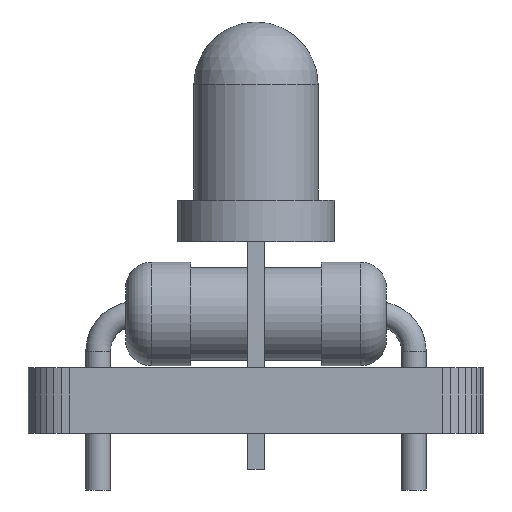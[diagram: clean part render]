
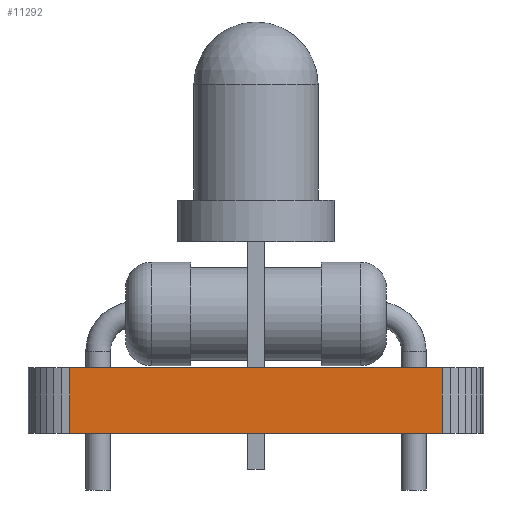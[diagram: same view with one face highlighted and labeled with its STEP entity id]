
A CAD part, front view. The second image highlights one B-rep face of the part: STEP entity #11292.
In plain terms, the highlighted planar face has unit normal (0, -1, 0).
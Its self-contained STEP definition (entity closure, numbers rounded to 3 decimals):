
#3085 = PLANE('',#3086);
#3086 = AXIS2_PLACEMENT_3D('',#3087,#3088,#3089);
#3087 = CARTESIAN_POINT('',(0.,3.9,1.58));
#3088 = DIRECTION('',(-0.,-0.,-1.));
#3089 = DIRECTION('',(-1.,0.,0.));
#3139 = PLANE('',#3140);
#3140 = AXIS2_PLACEMENT_3D('',#3141,#3142,#3143);
#3141 = CARTESIAN_POINT('',(0.,3.9,0.));
#3142 = DIRECTION('',(-0.,-0.,-1.));
#3143 = DIRECTION('',(-1.,0.,0.));
#3668 = VERTEX_POINT('',#3669);
#3669 = CARTESIAN_POINT('',(4.5,-3.8,0.));
#3683 = PLANE('',#3684);
#3684 = AXIS2_PLACEMENT_3D('',#3685,#3686,#3687);
#3685 = CARTESIAN_POINT('',(4.695,-3.781,0.));
#3686 = DIRECTION('',(0.098,-0.995,0.));
#3687 = DIRECTION('',(-0.995,-0.098,0.));
#3695 = EDGE_CURVE('',#3668,#3696,#3698,.T.);
#3696 = VERTEX_POINT('',#3697);
#3697 = CARTESIAN_POINT('',(-4.5,-3.8,0.));
#3698 = SURFACE_CURVE('',#3699,(#3703,#3710),.PCURVE_S1.);
#3699 = LINE('',#3700,#3701);
#3700 = CARTESIAN_POINT('',(4.5,-3.8,0.));
#3701 = VECTOR('',#3702,1.);
#3702 = DIRECTION('',(-1.,0.,0.));
#3703 = PCURVE('',#3139,#3704);
#3704 = DEFINITIONAL_REPRESENTATION('',(#3705),#3709);
#3705 = LINE('',#3706,#3707);
#3706 = CARTESIAN_POINT('',(-4.5,-7.7));
#3707 = VECTOR('',#3708,1.);
#3708 = DIRECTION('',(1.,0.));
#3709 = ( GEOMETRIC_REPRESENTATION_CONTEXT(2) 
PARAMETRIC_REPRESENTATION_CONTEXT() REPRESENTATION_CONTEXT('2D SPACE',''
  ) );
#3710 = PCURVE('',#3711,#3716);
#3711 = PLANE('',#3712);
#3712 = AXIS2_PLACEMENT_3D('',#3713,#3714,#3715);
#3713 = CARTESIAN_POINT('',(4.5,-3.8,0.));
#3714 = DIRECTION('',(0.,-1.,0.));
#3715 = DIRECTION('',(-1.,0.,0.));
#3716 = DEFINITIONAL_REPRESENTATION('',(#3717),#3721);
#3717 = LINE('',#3718,#3719);
#3718 = CARTESIAN_POINT('',(0.,-0.));
#3719 = VECTOR('',#3720,1.);
#3720 = DIRECTION('',(1.,0.));
#3721 = ( GEOMETRIC_REPRESENTATION_CONTEXT(2) 
PARAMETRIC_REPRESENTATION_CONTEXT() REPRESENTATION_CONTEXT('2D SPACE',''
  ) );
#3739 = PLANE('',#3740);
#3740 = AXIS2_PLACEMENT_3D('',#3741,#3742,#3743);
#3741 = CARTESIAN_POINT('',(-4.5,-3.8,0.));
#3742 = DIRECTION('',(-0.098,-0.995,0.));
#3743 = DIRECTION('',(-0.995,0.098,0.));
#7544 = VERTEX_POINT('',#7545);
#7545 = CARTESIAN_POINT('',(4.5,-3.8,1.58));
#7566 = EDGE_CURVE('',#7544,#7567,#7569,.T.);
#7567 = VERTEX_POINT('',#7568);
#7568 = CARTESIAN_POINT('',(-4.5,-3.8,1.58));
#7569 = SURFACE_CURVE('',#7570,(#7574,#7581),.PCURVE_S1.);
#7570 = LINE('',#7571,#7572);
#7571 = CARTESIAN_POINT('',(4.5,-3.8,1.58));
#7572 = VECTOR('',#7573,1.);
#7573 = DIRECTION('',(-1.,0.,0.));
#7574 = PCURVE('',#3085,#7575);
#7575 = DEFINITIONAL_REPRESENTATION('',(#7576),#7580);
#7576 = LINE('',#7577,#7578);
#7577 = CARTESIAN_POINT('',(-4.5,-7.7));
#7578 = VECTOR('',#7579,1.);
#7579 = DIRECTION('',(1.,0.));
#7580 = ( GEOMETRIC_REPRESENTATION_CONTEXT(2) 
PARAMETRIC_REPRESENTATION_CONTEXT() REPRESENTATION_CONTEXT('2D SPACE',''
  ) );
#7581 = PCURVE('',#3711,#7582);
#7582 = DEFINITIONAL_REPRESENTATION('',(#7583),#7587);
#7583 = LINE('',#7584,#7585);
#7584 = CARTESIAN_POINT('',(0.,-1.58));
#7585 = VECTOR('',#7586,1.);
#7586 = DIRECTION('',(1.,0.));
#7587 = ( GEOMETRIC_REPRESENTATION_CONTEXT(2) 
PARAMETRIC_REPRESENTATION_CONTEXT() REPRESENTATION_CONTEXT('2D SPACE',''
  ) );
#11244 = EDGE_CURVE('',#3668,#7544,#11245,.T.);
#11245 = SURFACE_CURVE('',#11246,(#11250,#11257),.PCURVE_S1.);
#11246 = LINE('',#11247,#11248);
#11247 = CARTESIAN_POINT('',(4.5,-3.8,0.));
#11248 = VECTOR('',#11249,1.);
#11249 = DIRECTION('',(0.,0.,1.));
#11250 = PCURVE('',#3683,#11251);
#11251 = DEFINITIONAL_REPRESENTATION('',(#11252),#11256);
#11252 = LINE('',#11253,#11254);
#11253 = CARTESIAN_POINT('',(0.196,0.));
#11254 = VECTOR('',#11255,1.);
#11255 = DIRECTION('',(0.,-1.));
#11256 = ( GEOMETRIC_REPRESENTATION_CONTEXT(2) 
PARAMETRIC_REPRESENTATION_CONTEXT() REPRESENTATION_CONTEXT('2D SPACE',''
  ) );
#11257 = PCURVE('',#3711,#11258);
#11258 = DEFINITIONAL_REPRESENTATION('',(#11259),#11263);
#11259 = LINE('',#11260,#11261);
#11260 = CARTESIAN_POINT('',(0.,-0.));
#11261 = VECTOR('',#11262,1.);
#11262 = DIRECTION('',(0.,-1.));
#11263 = ( GEOMETRIC_REPRESENTATION_CONTEXT(2) 
PARAMETRIC_REPRESENTATION_CONTEXT() REPRESENTATION_CONTEXT('2D SPACE',''
  ) );
#11292 = ADVANCED_FACE('',(#11293),#3711,.T.);
#11293 = FACE_BOUND('',#11294,.T.);
#11294 = EDGE_LOOP('',(#11295,#11296,#11297,#11318));
#11295 = ORIENTED_EDGE('',*,*,#11244,.T.);
#11296 = ORIENTED_EDGE('',*,*,#7566,.T.);
#11297 = ORIENTED_EDGE('',*,*,#11298,.F.);
#11298 = EDGE_CURVE('',#3696,#7567,#11299,.T.);
#11299 = SURFACE_CURVE('',#11300,(#11304,#11311),.PCURVE_S1.);
#11300 = LINE('',#11301,#11302);
#11301 = CARTESIAN_POINT('',(-4.5,-3.8,0.));
#11302 = VECTOR('',#11303,1.);
#11303 = DIRECTION('',(0.,0.,1.));
#11304 = PCURVE('',#3711,#11305);
#11305 = DEFINITIONAL_REPRESENTATION('',(#11306),#11310);
#11306 = LINE('',#11307,#11308);
#11307 = CARTESIAN_POINT('',(9.,0.));
#11308 = VECTOR('',#11309,1.);
#11309 = DIRECTION('',(0.,-1.));
#11310 = ( GEOMETRIC_REPRESENTATION_CONTEXT(2) 
PARAMETRIC_REPRESENTATION_CONTEXT() REPRESENTATION_CONTEXT('2D SPACE',''
  ) );
#11311 = PCURVE('',#3739,#11312);
#11312 = DEFINITIONAL_REPRESENTATION('',(#11313),#11317);
#11313 = LINE('',#11314,#11315);
#11314 = CARTESIAN_POINT('',(0.,0.));
#11315 = VECTOR('',#11316,1.);
#11316 = DIRECTION('',(0.,-1.));
#11317 = ( GEOMETRIC_REPRESENTATION_CONTEXT(2) 
PARAMETRIC_REPRESENTATION_CONTEXT() REPRESENTATION_CONTEXT('2D SPACE',''
  ) );
#11318 = ORIENTED_EDGE('',*,*,#3695,.F.);
